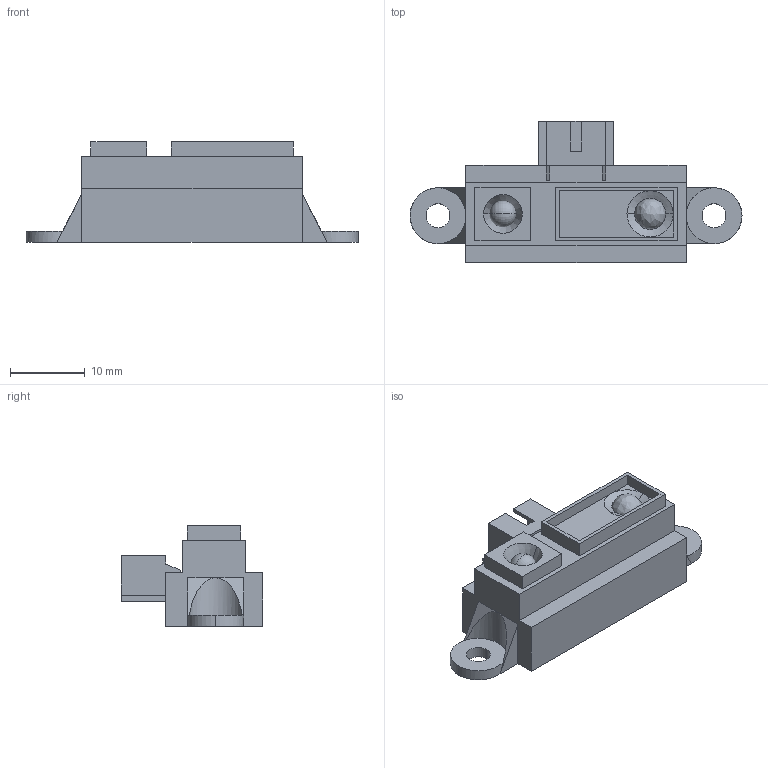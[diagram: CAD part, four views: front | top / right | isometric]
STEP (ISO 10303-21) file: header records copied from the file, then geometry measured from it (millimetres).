
FILE_DESCRIPTION (( 'STEP AP203' ), '1' );
FILE_NAME ('Long Range SHARP IR Sensors - #GP2Y0A21YK0F.STEP', '2018-08-28T19:50:54', ( '' ), ( '' ), 'SwSTEP 2.0', 'SolidWorks 2016', '' );
FILE_SCHEMA (( 'CONFIG_CONTROL_DESIGN' ));
Length unit declared in the file: inch
Products named in the file (1): Long Range SHARP IR Sensors - #GP2Y0A21YK0F
Bounding box: 44.5 x 18.9 x 13.5 mm (x, y, z)
Volume: 3215.1 mm3; surface area: 2827.2 mm2
Topology: 1 solids, 1 shells, 84 faces, 222 edges, 141 vertices
Faces by surface type: plane 65, cylinder 12, cone 4, torus 2, bspline 1
Entity records: 2672 total; most frequent: CARTESIAN_POINT 535, ORIENTED_EDGE 436, DIRECTION 404, EDGE_CURVE 218, LINE 180, VECTOR 180, VERTEX_POINT 141, AXIS2_PLACEMENT_3D 112
